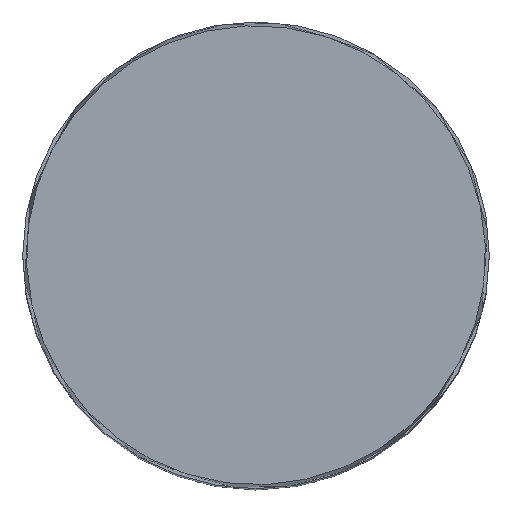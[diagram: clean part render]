
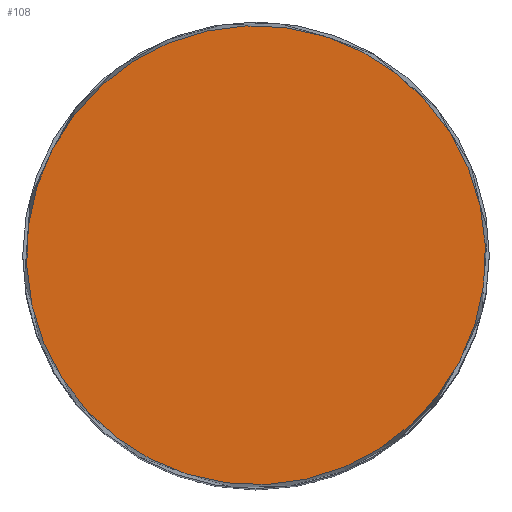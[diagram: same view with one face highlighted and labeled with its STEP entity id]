
A CAD part, top view. The second image highlights one B-rep face of the part: STEP entity #108.
In plain terms, the highlighted planar face has unit normal (0, 0, 1).
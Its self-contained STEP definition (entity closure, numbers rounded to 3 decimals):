
#108=ADVANCED_FACE('',(#123),#117,.T.);
#117=PLANE('',#173);
#123=FACE_OUTER_BOUND('',#129,.T.);
#129=EDGE_LOOP('',(#141));
#141=ORIENTED_EDGE('',*,*,#159,.T.);
#153=VERTEX_POINT('',#215);
#159=EDGE_CURVE('',#153,#153,#165,.T.);
#165=CIRCLE('',#172,1.23);
#172=AXIS2_PLACEMENT_3D('',#214,#187,#188);
#173=AXIS2_PLACEMENT_3D('',#216,#189,#190);
#187=DIRECTION('',(0.,0.,1.));
#188=DIRECTION('',(0.924,0.383,0.));
#189=DIRECTION('',(0.,0.,1.));
#190=DIRECTION('',(0.924,0.383,0.));
#214=CARTESIAN_POINT('',(-0.103,-0.208,4.8));
#215=CARTESIAN_POINT('',(1.033,0.263,4.8));
#216=CARTESIAN_POINT('',(-0.103,-0.208,4.8));
